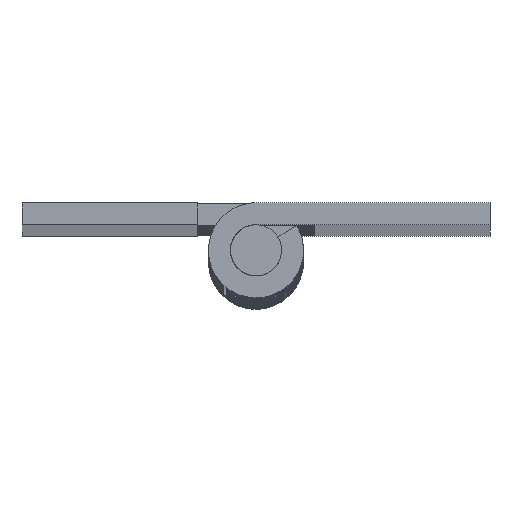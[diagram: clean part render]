
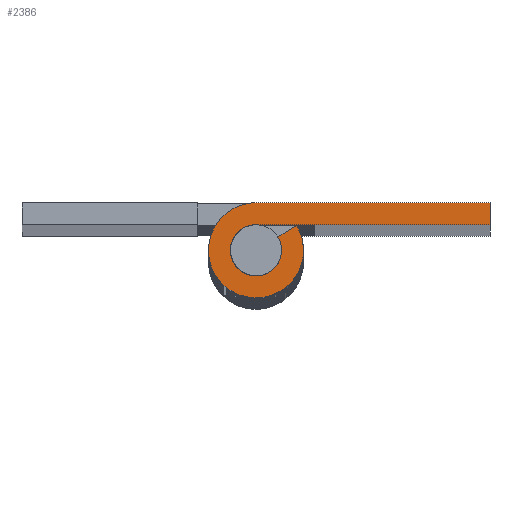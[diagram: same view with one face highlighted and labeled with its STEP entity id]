
A CAD part, top view. The second image highlights one B-rep face of the part: STEP entity #2386.
In plain terms, the highlighted free-form (B-spline) face has degree [1, 1] with [2, 2] control points.
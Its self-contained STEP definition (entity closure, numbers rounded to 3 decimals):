
#2309=CARTESIAN_POINT('',(-4.211,-3.574,450.));
#2310=CARTESIAN_POINT('',(16.962,-3.574,450.));
#2311=CARTESIAN_POINT('',(-4.211,3.575,450.));
#2312=CARTESIAN_POINT('',(16.962,3.575,450.));
#2313=B_SPLINE_SURFACE_WITH_KNOTS('',1,1,((#2309,#2311),(#2310,#2312)),.UNSPECIFIED.,.F.,.F.,.U.,(2,2),(2,2),(0.0,21.173),(0.0,7.149),.UNSPECIFIED.);
#2314=CARTESIAN_POINT('',(0.,3.25,450.));
#2315=VERTEX_POINT('',#2314);
#2316=CARTESIAN_POINT('',(16.0,3.25,450.));
#2317=VERTEX_POINT('',#2316);
#2318=CARTESIAN_POINT('',(0.,3.25,450.));
#2319=CARTESIAN_POINT('',(16.0,3.25,450.));
#2320=QUASI_UNIFORM_CURVE('',1,(#2318,#2319),.UNSPECIFIED.,.F.,.U.);
#2321=EDGE_CURVE('',#2315,#2317,#2320,.T.);
#2322=ORIENTED_EDGE('',*,*,#2321,.F.);
#2323=CARTESIAN_POINT('',(2.77,1.7,450.));
#2324=VERTEX_POINT('',#2323);
#2325=CARTESIAN_POINT('',(2.77,1.7,450.));
#2326=CARTESIAN_POINT('',(4.083,-0.44,450.));
#2327=CARTESIAN_POINT('',(2.344,-2.251,450.));
#2328=CARTESIAN_POINT('',(0.604,-4.062,450.));
#2329=CARTESIAN_POINT('',(-1.587,-2.836,450.));
#2330=CARTESIAN_POINT('',(-3.778,-1.61,450.));
#2331=CARTESIAN_POINT('',(-3.145,0.82,450.));
#2332=CARTESIAN_POINT('',(-2.511,3.25,450.));
#2333=CARTESIAN_POINT('',(0.0,3.25,450.));
#2341=(BOUNDED_CURVE()B_SPLINE_CURVE(2,(#2325,#2326,#2327,#2328,#2329,#2330,#2331,#2332,#2333),.UNSPECIFIED.,.F.,.U.)B_SPLINE_CURVE_WITH_KNOTS((3,2,2,2,3),(0.0,0.25,0.5,0.75,1.0),.UNSPECIFIED.)CURVE()GEOMETRIC_REPRESENTATION_ITEM()RATIONAL_B_SPLINE_CURVE((1.0,0.791,1.0,0.791,1.0,0.791,1.0,0.791,1.0))REPRESENTATION_ITEM(''));
#2342=EDGE_CURVE('',#2324,#2315,#2341,.T.);
#2343=ORIENTED_EDGE('',*,*,#2342,.F.);
#2344=CARTESIAN_POINT('',(1.491,0.915,450.));
#2345=VERTEX_POINT('',#2344);
#2346=CARTESIAN_POINT('',(1.491,0.915,450.));
#2347=CARTESIAN_POINT('',(2.77,1.7,450.));
#2348=QUASI_UNIFORM_CURVE('',1,(#2346,#2347),.UNSPECIFIED.,.F.,.U.);
#2349=EDGE_CURVE('',#2345,#2324,#2348,.T.);
#2350=ORIENTED_EDGE('',*,*,#2349,.F.);
#2351=CARTESIAN_POINT('',(0.0,1.75,450.));
#2352=VERTEX_POINT('',#2351);
#2353=CARTESIAN_POINT('',(1.491,0.915,450.));
#2354=CARTESIAN_POINT('',(2.199,-0.237,450.));
#2355=CARTESIAN_POINT('',(1.262,-1.212,450.));
#2356=CARTESIAN_POINT('',(0.325,-2.187,450.));
#2357=CARTESIAN_POINT('',(-0.855,-1.527,450.));
#2358=CARTESIAN_POINT('',(-2.035,-0.867,450.));
#2359=CARTESIAN_POINT('',(-1.693,0.442,450.));
#2360=CARTESIAN_POINT('',(-1.352,1.75,450.));
#2361=CARTESIAN_POINT('',(0.0,1.75,450.));
#2369=(BOUNDED_CURVE()B_SPLINE_CURVE(2,(#2353,#2354,#2355,#2356,#2357,#2358,#2359,#2360,#2361),.UNSPECIFIED.,.F.,.U.)B_SPLINE_CURVE_WITH_KNOTS((3,2,2,2,3),(0.0,0.25,0.5,0.75,1.0),.UNSPECIFIED.)CURVE()GEOMETRIC_REPRESENTATION_ITEM()RATIONAL_B_SPLINE_CURVE((1.0,0.791,1.0,0.791,1.0,0.791,1.0,0.791,1.0))REPRESENTATION_ITEM(''));
#2370=EDGE_CURVE('',#2345,#2352,#2369,.T.);
#2371=ORIENTED_EDGE('',*,*,#2370,.T.);
#2372=CARTESIAN_POINT('',(16.0,1.75,450.));
#2373=VERTEX_POINT('',#2372);
#2374=CARTESIAN_POINT('',(16.0,1.75,450.));
#2375=CARTESIAN_POINT('',(0.0,1.75,450.));
#2376=QUASI_UNIFORM_CURVE('',1,(#2374,#2375),.UNSPECIFIED.,.F.,.U.);
#2377=EDGE_CURVE('',#2373,#2352,#2376,.T.);
#2378=ORIENTED_EDGE('',*,*,#2377,.F.);
#2379=CARTESIAN_POINT('',(16.0,3.25,450.));
#2380=CARTESIAN_POINT('',(16.0,1.75,450.));
#2381=QUASI_UNIFORM_CURVE('',1,(#2379,#2380),.UNSPECIFIED.,.F.,.U.);
#2382=EDGE_CURVE('',#2317,#2373,#2381,.T.);
#2383=ORIENTED_EDGE('',*,*,#2382,.F.);
#2384=EDGE_LOOP('',(#2322,#2343,#2350,#2371,#2378,#2383));
#2385=FACE_OUTER_BOUND('',#2384,.T.);
#2386=ADVANCED_FACE('',(#2385),#2313,.T.);
